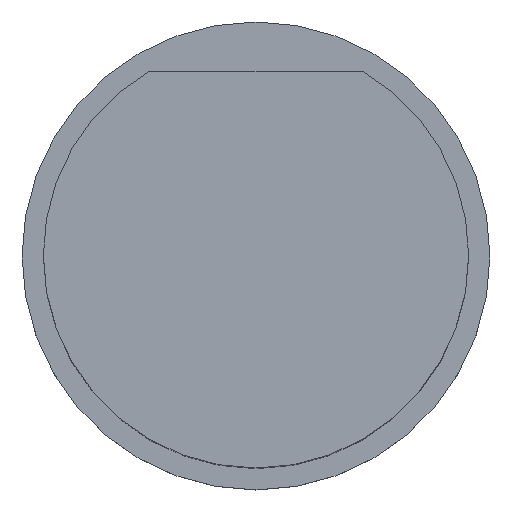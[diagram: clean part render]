
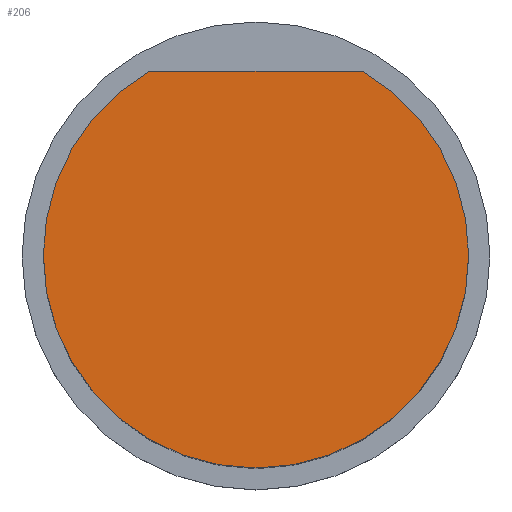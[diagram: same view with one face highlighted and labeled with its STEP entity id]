
A CAD part, top view. The second image highlights one B-rep face of the part: STEP entity #206.
In plain terms, the highlighted planar face has unit normal (0, 0, 1).
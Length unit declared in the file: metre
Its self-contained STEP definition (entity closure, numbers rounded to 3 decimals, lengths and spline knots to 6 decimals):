
#26=CIRCLE('',#241,0.01);
#55=ORIENTED_EDGE('',*,*,#93,.F.);
#56=ORIENTED_EDGE('',*,*,#94,.T.);
#93=EDGE_CURVE('',#114,#115,#127,.T.);
#94=EDGE_CURVE('',#114,#115,#26,.T.);
#114=VERTEX_POINT('',#349);
#115=VERTEX_POINT('',#350);
#127=LINE('',#348,#139);
#139=VECTOR('',#287,1.);
#156=EDGE_LOOP('',(#55,#56));
#178=FACE_BOUND('',#156,.T.);
#194=PLANE('',#240);
#206=ADVANCED_FACE('',(#178),#194,.T.);
#240=AXIS2_PLACEMENT_3D('',#347,#285,#286);
#241=AXIS2_PLACEMENT_3D('',#351,#288,#289);
#285=DIRECTION('',(0.,0.,1.));
#286=DIRECTION('',(1.,0.,0.));
#287=DIRECTION('',(1.,0.,0.));
#288=DIRECTION('',(0.,0.,1.));
#289=DIRECTION('',(1.,0.,0.));
#347=CARTESIAN_POINT('',(0.,0.,0.125));
#348=CARTESIAN_POINT('',(0.,0.00866,0.125));
#349=CARTESIAN_POINT('',(-0.005,0.00866,0.125));
#350=CARTESIAN_POINT('',(0.005,0.00866,0.125));
#351=CARTESIAN_POINT('',(0.,0.,0.125));
